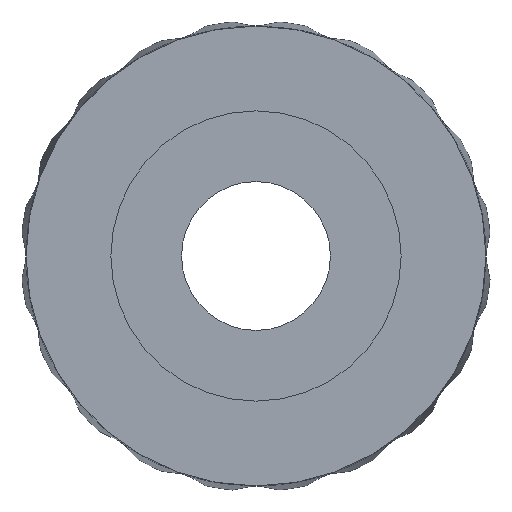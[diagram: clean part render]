
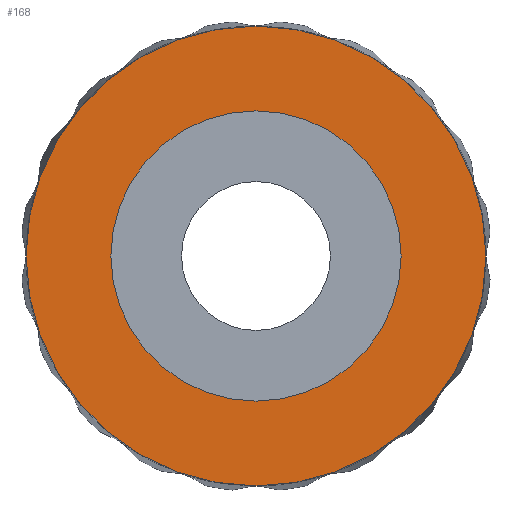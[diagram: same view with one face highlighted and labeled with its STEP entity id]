
A CAD part, front view. The second image highlights one B-rep face of the part: STEP entity #168.
In plain terms, the highlighted planar face has unit normal (0, -1, 0).
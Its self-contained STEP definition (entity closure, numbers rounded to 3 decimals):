
#168=ADVANCED_FACE('',(#396,#397),#398,.F.);
#396=FACE_OUTER_BOUND('',#682,.T.);
#397=FACE_BOUND('',#683,.T.);
#398=PLANE('',#684);
#682=EDGE_LOOP('',(#4353,#4354));
#683=EDGE_LOOP('',(#4355,#4356));
#684=AXIS2_PLACEMENT_3D('',#4357,#4358,#4359);
#4353=ORIENTED_EDGE('',*,*,#12150,.F.);
#4354=ORIENTED_EDGE('',*,*,#12147,.T.);
#4355=ORIENTED_EDGE('',*,*,#12162,.F.);
#4356=ORIENTED_EDGE('',*,*,#12163,.T.);
#4357=CARTESIAN_POINT('',(0.0,-6.801,0.0));
#4358=DIRECTION('',(-0.0,1.0,0.0));
#4359=DIRECTION('',(1.0,0.0,0.0));
#12147=EDGE_CURVE('',#12820,#12818,#12821,.F.);
#12150=EDGE_CURVE('',#12820,#12818,#12824,.T.);
#12162=EDGE_CURVE('',#12840,#12841,#12842,.F.);
#12163=EDGE_CURVE('',#12840,#12841,#12843,.T.);
#12818=VERTEX_POINT('',#14288);
#12820=VERTEX_POINT('',#14291);
#12821=CIRCLE('',#14292,12.36);
#12824=CIRCLE('',#14296,12.36);
#12840=VERTEX_POINT('',#14322);
#12841=VERTEX_POINT('',#14323);
#12842=CIRCLE('',#14324,7.8);
#12843=CIRCLE('',#14325,7.8);
#14288=CARTESIAN_POINT('',(-12.36,-6.801,0.));
#14291=CARTESIAN_POINT('',(12.36,-6.801,0.));
#14292=AXIS2_PLACEMENT_3D('',#15179,#15180,#15181);
#14296=AXIS2_PLACEMENT_3D('',#15183,#15184,#15185);
#14322=CARTESIAN_POINT('',(7.8,-6.801,0.0));
#14323=CARTESIAN_POINT('',(-7.8,-6.801,0.));
#14324=AXIS2_PLACEMENT_3D('',#15200,#15201,#15202);
#14325=AXIS2_PLACEMENT_3D('',#15203,#15204,#15205);
#15179=CARTESIAN_POINT('',(0.0,-6.801,0.0));
#15180=DIRECTION('',(0.0,1.0,0.0));
#15181=DIRECTION('',(0.0,0.0,1.0));
#15183=CARTESIAN_POINT('',(0.0,-6.801,0.0));
#15184=DIRECTION('',(0.0,1.0,0.0));
#15185=DIRECTION('',(0.0,0.0,1.0));
#15200=CARTESIAN_POINT('',(0.0,-6.801,0.0));
#15201=DIRECTION('',(0.0,1.0,0.0));
#15202=DIRECTION('',(0.0,0.0,1.0));
#15203=CARTESIAN_POINT('',(0.0,-6.801,0.0));
#15204=DIRECTION('',(0.0,1.0,0.0));
#15205=DIRECTION('',(0.0,0.0,1.0));
